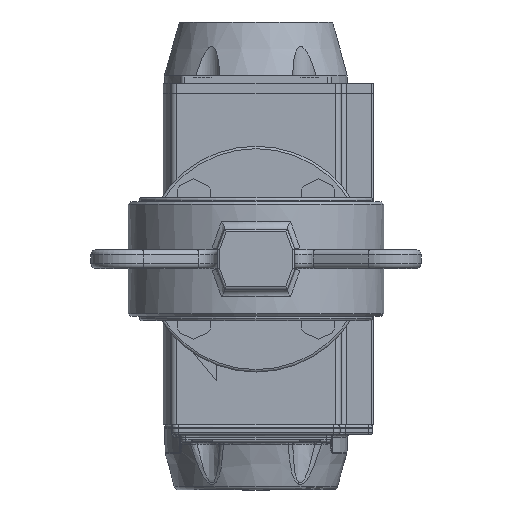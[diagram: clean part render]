
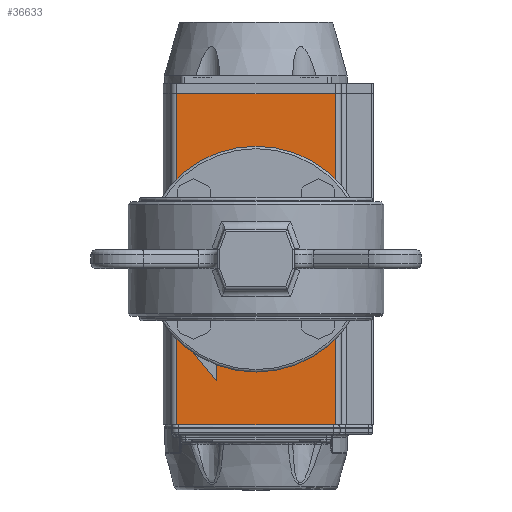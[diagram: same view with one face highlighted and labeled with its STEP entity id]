
A CAD part, front view. The second image highlights one B-rep face of the part: STEP entity #36633.
In plain terms, the highlighted planar face has unit normal (0, -1, 0).
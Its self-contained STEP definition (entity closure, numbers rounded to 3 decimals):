
#3293=PLANE('',#40630);
#5369=LINE('',#83900,#7458);
#5371=LINE('',#83907,#7460);
#5383=LINE('',#83959,#7472);
#5384=LINE('',#83965,#7473);
#7458=VECTOR('',#49549,1000.);
#7460=VECTOR('',#49555,1000.);
#7472=VECTOR('',#49601,1000.);
#7473=VECTOR('',#49604,1000.);
#17841=ORIENTED_EDGE('',*,*,#23168,.F.);
#17842=ORIENTED_EDGE('',*,*,#23198,.T.);
#17843=ORIENTED_EDGE('',*,*,#23171,.T.);
#17844=ORIENTED_EDGE('',*,*,#23196,.F.);
#17845=ORIENTED_EDGE('',*,*,#23064,.T.);
#17846=ORIENTED_EDGE('',*,*,#23089,.T.);
#17847=ORIENTED_EDGE('',*,*,#23091,.T.);
#17848=ORIENTED_EDGE('',*,*,#23093,.T.);
#17849=ORIENTED_EDGE('',*,*,#23095,.T.);
#17850=ORIENTED_EDGE('',*,*,#23097,.T.);
#17851=ORIENTED_EDGE('',*,*,#23099,.T.);
#17852=ORIENTED_EDGE('',*,*,#23101,.T.);
#17853=ORIENTED_EDGE('',*,*,#23103,.T.);
#23064=EDGE_CURVE('',#26593,#26593,#28236,.T.);
#23089=EDGE_CURVE('',#26618,#26618,#28261,.T.);
#23091=EDGE_CURVE('',#26620,#26620,#28263,.T.);
#23093=EDGE_CURVE('',#26622,#26622,#28265,.T.);
#23095=EDGE_CURVE('',#26624,#26624,#28267,.T.);
#23097=EDGE_CURVE('',#26626,#26626,#28269,.T.);
#23099=EDGE_CURVE('',#26628,#26628,#28271,.T.);
#23101=EDGE_CURVE('',#26630,#26630,#28273,.T.);
#23103=EDGE_CURVE('',#26632,#26632,#28275,.T.);
#23168=EDGE_CURVE('',#26710,#26685,#5369,.T.);
#23171=EDGE_CURVE('',#26714,#26713,#5371,.T.);
#23196=EDGE_CURVE('',#26685,#26713,#5383,.T.);
#23198=EDGE_CURVE('',#26710,#26714,#5384,.T.);
#26593=VERTEX_POINT('',#83614);
#26618=VERTEX_POINT('',#83677);
#26620=VERTEX_POINT('',#83682);
#26622=VERTEX_POINT('',#83687);
#26624=VERTEX_POINT('',#83692);
#26626=VERTEX_POINT('',#83697);
#26628=VERTEX_POINT('',#83702);
#26630=VERTEX_POINT('',#83707);
#26632=VERTEX_POINT('',#83712);
#26685=VERTEX_POINT('',#83849);
#26710=VERTEX_POINT('',#83899);
#26713=VERTEX_POINT('',#83906);
#26714=VERTEX_POINT('',#83908);
#28236=CIRCLE('',#40459,14.635);
#28261=CIRCLE('',#40497,3.324);
#28263=CIRCLE('',#40500,3.324);
#28265=CIRCLE('',#40503,3.324);
#28267=CIRCLE('',#40506,3.324);
#28269=CIRCLE('',#40509,2.459);
#28271=CIRCLE('',#40512,2.459);
#28273=CIRCLE('',#40515,2.459);
#28275=CIRCLE('',#40518,2.459);
#31014=EDGE_LOOP('',(#17841,#17842,#17843,#17844));
#31015=EDGE_LOOP('',(#17845));
#31016=EDGE_LOOP('',(#17846));
#31017=EDGE_LOOP('',(#17847));
#31018=EDGE_LOOP('',(#17848));
#31019=EDGE_LOOP('',(#17849));
#31020=EDGE_LOOP('',(#17850));
#31021=EDGE_LOOP('',(#17851));
#31022=EDGE_LOOP('',(#17852));
#31023=EDGE_LOOP('',(#17853));
#33770=FACE_BOUND('',#31014,.T.);
#33771=FACE_BOUND('',#31015,.T.);
#33772=FACE_BOUND('',#31016,.T.);
#33773=FACE_BOUND('',#31017,.T.);
#33774=FACE_BOUND('',#31018,.T.);
#33775=FACE_BOUND('',#31019,.T.);
#33776=FACE_BOUND('',#31020,.T.);
#33777=FACE_BOUND('',#31021,.T.);
#33778=FACE_BOUND('',#31022,.T.);
#33779=FACE_BOUND('',#31023,.T.);
#36633=ADVANCED_FACE('',(#33770,#33771,#33772,#33773,#33774,#33775,#33776,
#33777,#33778,#33779),#3293,.T.);
#40459=AXIS2_PLACEMENT_3D('',#83613,#49232,#49233);
#40497=AXIS2_PLACEMENT_3D('',#83676,#49308,#49309);
#40500=AXIS2_PLACEMENT_3D('',#83681,#49314,#49315);
#40503=AXIS2_PLACEMENT_3D('',#83686,#49320,#49321);
#40506=AXIS2_PLACEMENT_3D('',#83691,#49326,#49327);
#40509=AXIS2_PLACEMENT_3D('',#83696,#49332,#49333);
#40512=AXIS2_PLACEMENT_3D('',#83701,#49338,#49339);
#40515=AXIS2_PLACEMENT_3D('',#83706,#49344,#49345);
#40518=AXIS2_PLACEMENT_3D('',#83711,#49350,#49351);
#40630=AXIS2_PLACEMENT_3D('',#83964,#49602,#49603);
#49232=DIRECTION('',(0.,1.,0.));
#49233=DIRECTION('',(1.,0.,0.));
#49308=DIRECTION('',(0.,1.,0.));
#49309=DIRECTION('',(1.,0.,0.));
#49314=DIRECTION('',(0.,1.,0.));
#49315=DIRECTION('',(1.,0.,0.));
#49320=DIRECTION('',(0.,1.,0.));
#49321=DIRECTION('',(1.,0.,0.));
#49326=DIRECTION('',(0.,1.,0.));
#49327=DIRECTION('',(1.,0.,0.));
#49332=DIRECTION('',(0.,1.,0.));
#49333=DIRECTION('',(1.,0.,0.));
#49338=DIRECTION('',(0.,1.,0.));
#49339=DIRECTION('',(1.,0.,0.));
#49344=DIRECTION('',(0.,1.,0.));
#49345=DIRECTION('',(1.,0.,0.));
#49350=DIRECTION('',(0.,1.,0.));
#49351=DIRECTION('',(1.,0.,0.));
#49549=DIRECTION('',(1.,0.,0.));
#49555=DIRECTION('',(1.,0.,0.));
#49601=DIRECTION('',(0.,0.,-1.));
#49602=DIRECTION('',(0.,-1.,0.));
#49603=DIRECTION('',(-1.,0.,0.));
#49604=DIRECTION('',(0.,0.,-1.));
#83613=CARTESIAN_POINT('',(0.,-44.471,66.));
#83614=CARTESIAN_POINT('',(14.635,-44.471,66.));
#83676=CARTESIAN_POINT('',(-24.749,-44.471,41.251));
#83677=CARTESIAN_POINT('',(-21.425,-44.471,41.251));
#83681=CARTESIAN_POINT('',(24.749,-44.471,41.251));
#83682=CARTESIAN_POINT('',(28.072,-44.471,41.251));
#83686=CARTESIAN_POINT('',(24.749,-44.471,90.749));
#83687=CARTESIAN_POINT('',(28.072,-44.471,90.749));
#83691=CARTESIAN_POINT('',(-24.749,-44.471,90.749));
#83692=CARTESIAN_POINT('',(-21.425,-44.471,90.749));
#83696=CARTESIAN_POINT('',(-17.678,-44.471,83.678));
#83697=CARTESIAN_POINT('',(-15.219,-44.471,83.678));
#83701=CARTESIAN_POINT('',(-17.678,-44.471,48.322));
#83702=CARTESIAN_POINT('',(-15.219,-44.471,48.322));
#83706=CARTESIAN_POINT('',(17.678,-44.471,48.322));
#83707=CARTESIAN_POINT('',(20.136,-44.471,48.322));
#83711=CARTESIAN_POINT('',(17.678,-44.471,83.678));
#83712=CARTESIAN_POINT('',(20.136,-44.471,83.678));
#83849=CARTESIAN_POINT('',(31.5,-44.471,132.));
#83899=CARTESIAN_POINT('',(-31.5,-44.471,132.));
#83900=CARTESIAN_POINT('',(5.25,-44.471,132.));
#83906=CARTESIAN_POINT('',(31.5,-44.471,0.));
#83907=CARTESIAN_POINT('',(5.25,-44.471,0.));
#83908=CARTESIAN_POINT('',(-31.5,-44.471,0.));
#83959=CARTESIAN_POINT('',(31.5,-44.471,0.));
#83964=CARTESIAN_POINT('',(-31.5,-44.471,0.));
#83965=CARTESIAN_POINT('',(-31.5,-44.471,0.));
